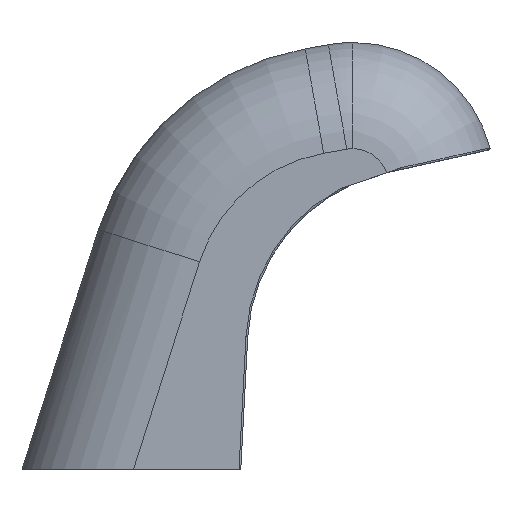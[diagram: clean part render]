
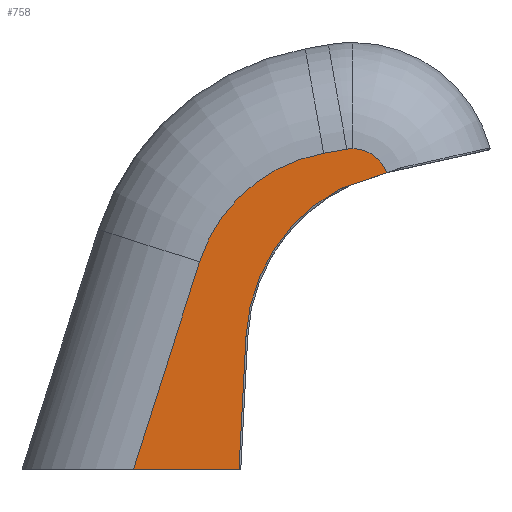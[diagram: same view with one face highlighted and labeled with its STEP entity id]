
A CAD part, left-side view. The second image highlights one B-rep face of the part: STEP entity #758.
In plain terms, the highlighted planar face has unit normal (-1, 0, 0).
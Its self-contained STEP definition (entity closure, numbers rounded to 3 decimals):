
#143 = CARTESIAN_POINT ( 'NONE',  ( -90., -5.565, 15.844 ) ) ;
#213 = VERTEX_POINT ( 'NONE', #4503 ) ;
#373 = CIRCLE ( 'NONE', #3833, 2.013 ) ;
#594 = VERTEX_POINT ( 'NONE', #4000 ) ;
#619 = EDGE_CURVE ( 'NONE', #594, #3902, #3424, .T. ) ;
#686 = CARTESIAN_POINT ( 'NONE',  ( -90., -6.34, 16.11 ) ) ;
#744 = DIRECTION ( 'NONE',  ( -1., 0., 0. ) ) ;
#758 = ADVANCED_FACE ( 'NONE', ( #2308 ), #1385, .F. ) ;
#796 = EDGE_CURVE ( 'NONE', #2489, #213, #2341, .T. ) ;
#823 = VECTOR ( 'NONE', #3653, 1000. ) ;
#882 = CIRCLE ( 'NONE', #4551, 9.001 ) ;
#898 = EDGE_CURVE ( 'NONE', #3758, #2489, #882, .T. ) ;
#1210 = CARTESIAN_POINT ( 'NONE',  ( -90., -10.33, 6.996 ) ) ;
#1219 = CARTESIAN_POINT ( 'NONE',  ( -90., -0.294, 7.522 ) ) ;
#1228 = DIRECTION ( 'NONE',  ( 0., 1., 0. ) ) ;
#1233 = VECTOR ( 'NONE', #4970, 1000. ) ;
#1241 = VECTOR ( 'NONE', #1675, 1000. ) ;
#1250 = AXIS2_PLACEMENT_3D ( 'NONE', #686, #2584, #2558 ) ;
#1262 = VECTOR ( 'NONE', #3625, 1000. ) ;
#1385 = PLANE ( 'NONE',  #3090 ) ;
#1445 = VERTEX_POINT ( 'NONE', #143 ) ;
#1675 = DIRECTION ( 'NONE',  ( 0., 0.985, -0.174 ) ) ;
#1724 = LINE ( 'NONE', #3153, #1262 ) ;
#2164 = DIRECTION ( 'NONE',  ( 0., 0., -1. ) ) ;
#2191 = CARTESIAN_POINT ( 'NONE',  ( -90., -8.301, 18.501 ) ) ;
#2308 = FACE_OUTER_BOUND ( 'NONE', #2391, .T. ) ;
#2341 = LINE ( 'NONE', #4243, #823 ) ;
#2391 = EDGE_LOOP ( 'NONE', ( #4843, #5002, #5819, #2764, #5016, #4181, #3195, #2740, #3391 ) ) ;
#2401 = EDGE_CURVE ( 'NONE', #3902, #3758, #5961, .T. ) ;
#2408 = EDGE_CURVE ( 'NONE', #5012, #1445, #4400, .T. ) ;
#2489 = VERTEX_POINT ( 'NONE', #5054 ) ;
#2558 = DIRECTION ( 'NONE',  ( 0., 0., -1. ) ) ;
#2584 = DIRECTION ( 'NONE',  ( -1., 0., 0. ) ) ;
#2604 = CARTESIAN_POINT ( 'NONE',  ( -90., -6.34, 16.11 ) ) ;
#2740 = ORIENTED_EDGE ( 'NONE', *, *, #5859, .T. ) ;
#2764 = ORIENTED_EDGE ( 'NONE', *, *, #2401, .T. ) ;
#3090 = AXIS2_PLACEMENT_3D ( 'NONE', #4124, #6051, #3178 ) ;
#3153 = CARTESIAN_POINT ( 'NONE',  ( -90., -0.294, 7.522 ) ) ;
#3178 = DIRECTION ( 'NONE',  ( 0., 0., -1. ) ) ;
#3195 = ORIENTED_EDGE ( 'NONE', *, *, #3207, .F. ) ;
#3207 = EDGE_CURVE ( 'NONE', #3654, #213, #5542, .T. ) ;
#3391 = ORIENTED_EDGE ( 'NONE', *, *, #2408, .T. ) ;
#3424 = CIRCLE ( 'NONE', #1250, 2.013 ) ;
#3589 = DIRECTION ( 'NONE',  ( 0., 0., -1. ) ) ;
#3616 = EDGE_CURVE ( 'NONE', #4449, #1445, #5437, .T. ) ;
#3625 = DIRECTION ( 'NONE',  ( 0., -0.052, 0.999 ) ) ;
#3653 = DIRECTION ( 'NONE',  ( 0., 0.304, -0.953 ) ) ;
#3654 = VERTEX_POINT ( 'NONE', #4511 ) ;
#3758 = VERTEX_POINT ( 'NONE', #5657 ) ;
#3833 = AXIS2_PLACEMENT_3D ( 'NONE', #5385, #744, #3589 ) ;
#3902 = VERTEX_POINT ( 'NONE', #4408 ) ;
#4000 = CARTESIAN_POINT ( 'NONE',  ( -90., -6.34, 18.124 ) ) ;
#4124 = CARTESIAN_POINT ( 'NONE',  ( -90., -10.33, 6.996 ) ) ;
#4181 = ORIENTED_EDGE ( 'NONE', *, *, #796, .T. ) ;
#4243 = CARTESIAN_POINT ( 'NONE',  ( -90., 2.529, 11.094 ) ) ;
#4266 = DIRECTION ( 'NONE',  ( 0., 0., -1. ) ) ;
#4400 = CIRCLE ( 'NONE', #5192, 10.05 ) ;
#4408 = CARTESIAN_POINT ( 'NONE',  ( -90., -5.99, 18.093 ) ) ;
#4449 = VERTEX_POINT ( 'NONE', #5861 ) ;
#4503 = CARTESIAN_POINT ( 'NONE',  ( -90., 6.064, 0. ) ) ;
#4511 = CARTESIAN_POINT ( 'NONE',  ( -90., 0.1, 0. ) ) ;
#4551 = AXIS2_PLACEMENT_3D ( 'NONE', #5764, #5827, #4266 ) ;
#4843 = ORIENTED_EDGE ( 'NONE', *, *, #3616, .F. ) ;
#4902 = DIRECTION ( 'NONE',  ( 1., 0., 0. ) ) ;
#4947 = CARTESIAN_POINT ( 'NONE',  ( -90., 12.362, 0. ) ) ;
#4970 = DIRECTION ( 'NONE',  ( 0., 0.946, -0.325 ) ) ;
#5002 = ORIENTED_EDGE ( 'NONE', *, *, #5765, .T. ) ;
#5012 = VERTEX_POINT ( 'NONE', #1219 ) ;
#5016 = ORIENTED_EDGE ( 'NONE', *, *, #898, .T. ) ;
#5054 = CARTESIAN_POINT ( 'NONE',  ( -90., 2.326, 11.732 ) ) ;
#5192 = AXIS2_PLACEMENT_3D ( 'NONE', #1210, #4902, #2164 ) ;
#5385 = CARTESIAN_POINT ( 'NONE',  ( -90., -6.34, 16.11 ) ) ;
#5437 = LINE ( 'NONE', #2604, #1233 ) ;
#5542 = LINE ( 'NONE', #4947, #5886 ) ;
#5657 = CARTESIAN_POINT ( 'NONE',  ( -90., -4.687, 17.863 ) ) ;
#5764 = CARTESIAN_POINT ( 'NONE',  ( -90., -6.25, 8.999 ) ) ;
#5765 = EDGE_CURVE ( 'NONE', #4449, #594, #373, .T. ) ;
#5819 = ORIENTED_EDGE ( 'NONE', *, *, #619, .T. ) ;
#5827 = DIRECTION ( 'NONE',  ( -1., 0., 0. ) ) ;
#5859 = EDGE_CURVE ( 'NONE', #3654, #5012, #1724, .T. ) ;
#5861 = CARTESIAN_POINT ( 'NONE',  ( -90., -8.244, 16.765 ) ) ;
#5886 = VECTOR ( 'NONE', #1228, 1000. ) ;
#5961 = LINE ( 'NONE', #2191, #1241 ) ;
#6051 = DIRECTION ( 'NONE',  ( 1., 0., 0. ) ) ;
